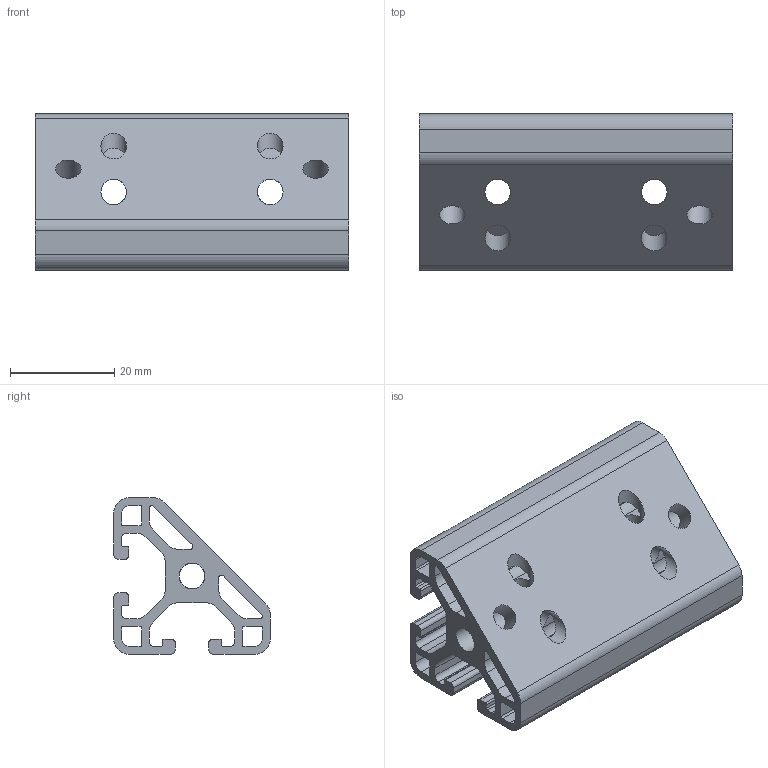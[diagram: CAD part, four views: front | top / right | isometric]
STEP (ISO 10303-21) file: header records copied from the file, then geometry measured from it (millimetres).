
FILE_DESCRIPTION(/* description */ ('Winkelelement T1-60'),/* implementation_level */ '2;1');
FILE_NAME(/* name */ '262321005 Winkelelement T1-60.stp',/* time_stamp */ '2020-03-10T10:34:43+01:00',/* author */ ('wheldmann'),/* organization */ (''),/* preprocessor_version */ 'ST-DEVELOPER v17.2',/* originating_system */ 'Autodesk Inventor 2019',/* authorisation */ '');
FILE_SCHEMA (('AUTOMOTIVE_DESIGN { 1 0 10303 214 3 1 1 }'));
Length unit declared in the file: millimetre
Products named in the file (1): 262321005
Bounding box: 60 x 30 x 30 mm (x, y, z)
Volume: 17473.7 mm3; surface area: 18045.2 mm2
Topology: 1 solids, 1 shells, 129 faces, 442 edges, 297 vertices
Faces by surface type: cylinder 72, plane 55, cone 2
Full cylindrical faces by diameter (mm): 4.9 x5, 4.917 x10
Entity records: 5464 total; most frequent: CARTESIAN_POINT 1463, ORIENTED_EDGE 880, DIRECTION 809, EDGE_CURVE 440, VERTEX_POINT 297, AXIS2_PLACEMENT_3D 283, LINE 243, VECTOR 243
